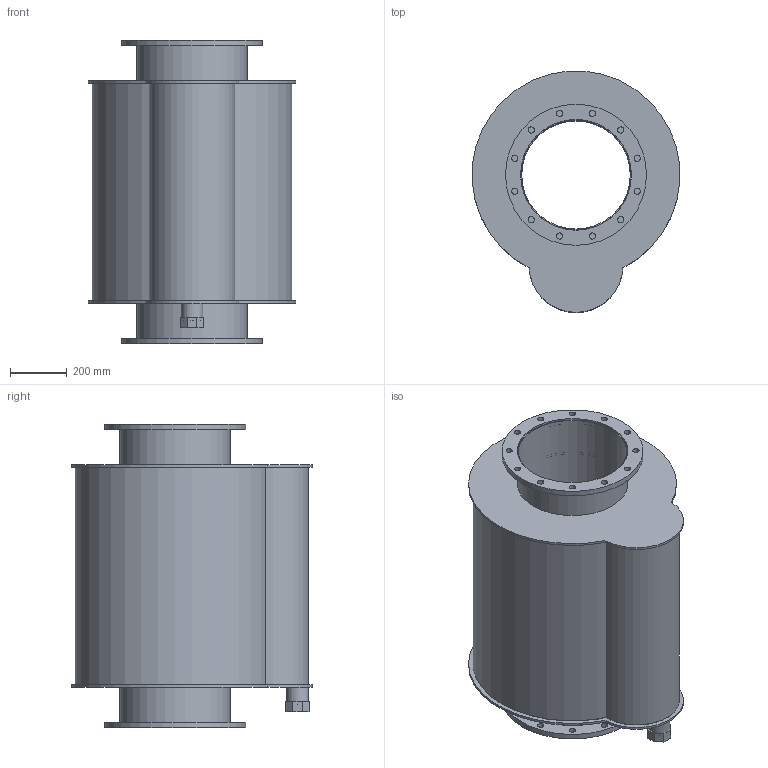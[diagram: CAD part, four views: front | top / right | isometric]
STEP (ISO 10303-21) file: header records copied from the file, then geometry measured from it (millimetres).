
FILE_DESCRIPTION(/* description */ (''),/* implementation_level */ '2;1');
FILE_NAME(/* name */ 'VKV 15.stp',/* time_stamp */ '2015-01-22T13:48:19+01:00',/* author */ ('Tekenkamer'),/* organization */ (''),/* preprocessor_version */ 'ST-DEVELOPER v15.6',/* originating_system */ 'Autodesk Inventor 2015',/* authorisation */ '');
FILE_SCHEMA (('AUTOMOTIVE_DESIGN { 1 0 10303 214 3 1 1 }'));
Length unit declared in the file: millimetre
Products named in the file (1): MAAT3D
Bounding box: 728.33 x 846.24 x 1065 mm (x, y, z)
Volume: 16292102.4 mm3; surface area: 7228653.2 mm2
Topology: 10 solids, 10 shells, 75 faces, 165 edges, 110 vertices
Faces by surface type: cylinder 45, plane 30
Full cylindrical faces by diameter (mm): 22 x24, 69.3 x2, 76.1 x1, 381 x2, 387 x2, 389 x4, 495 x2, 694 x1, 700 x1
Entity records: 2068 total; most frequent: DIRECTION 368, CARTESIAN_POINT 312, ORIENTED_EDGE 252, EDGE_LOOP 180, AXIS2_PLACEMENT_3D 166, EDGE_CURVE 126, VERTEX_POINT 110, FACE_BOUND 105
